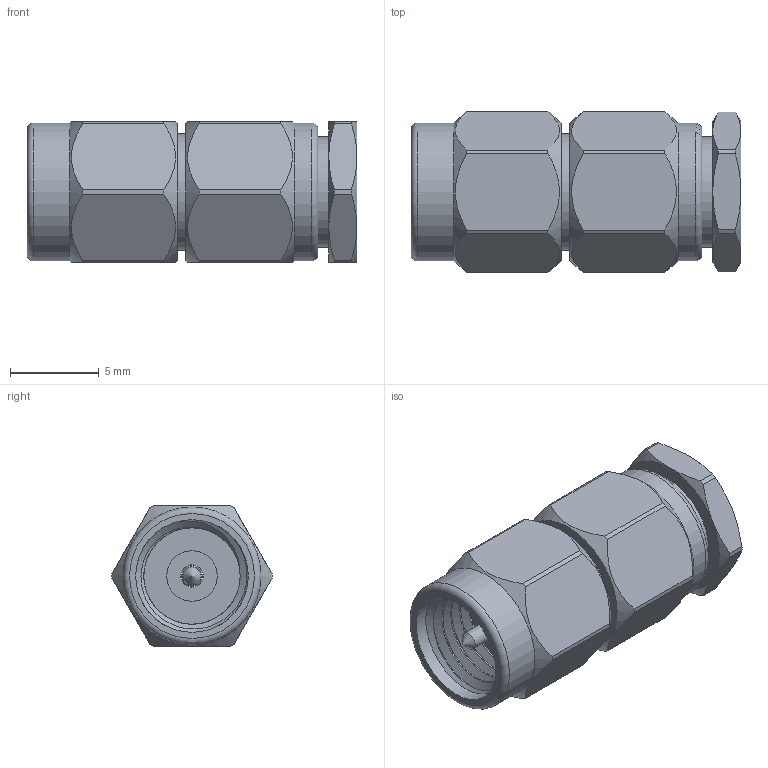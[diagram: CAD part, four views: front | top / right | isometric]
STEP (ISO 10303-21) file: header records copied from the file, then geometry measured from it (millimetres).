
FILE_DESCRIPTION (( 'STEP AP214' ), '1' );
FILE_NAME ('PE45142_3D.STEP', '2022-07-07T23:33:24', ( '' ), ( '' ), 'SwSTEP 2.0', 'SolidWorks 2021', '' );
FILE_SCHEMA (( 'AUTOMOTIVE_DESIGN' ));
Length unit declared in the file: inch
Products named in the file (7): Copy of Nut^PE45142; Copy of Body^PE45142; Copy of Insulation 1^PE45142; Copy of Braid Clamp^PE45142; Copy of Insulation 2^PE45142; PE45142_3D; Copy of Center Contact^PE45142
Assembly tree (6 placements, depth 2):
  PE45142_3D
    Copy of Body^PE45142
    Copy of Insulation 1^PE45142
    Copy of Center Contact^PE45142
    Copy of Insulation 2^PE45142
    Copy of Braid Clamp^PE45142
    Copy of Nut^PE45142
Bounding box: 18.59 x 9.03 x 7.94 mm (x, y, z)
Volume: 780.6 mm3; surface area: 1652.9 mm2
Topology: 6 solids, 6 shells, 865 faces, 2466 edges, 1621 vertices
Faces by surface type: bspline 509, cone 208, plane 101, cylinder 45, torus 2
Full cylindrical faces by diameter (mm): 0.574 x1, 0.61 x1, 1.016 x1, 1.219 x1, 1.27 x2, 1.6 x1, 2.21 x1, 2.845 x3, 4.013 x2, 4.064 x1, 6.229 x2, 6.35 x5, 6.552 x1, 7.775 x2
Entity records: 54180 total; most frequent: CARTESIAN_POINT 37356, ORIENTED_EDGE 4792, EDGE_CURVE 2396, B_SPLINE_CURVE_WITH_KNOTS 2058, VERTEX_POINT 1593, DIRECTION 1152, EDGE_LOOP 919, FACE_OUTER_BOUND 884
